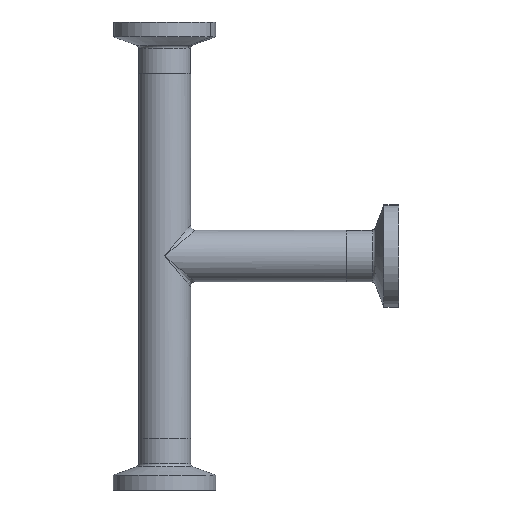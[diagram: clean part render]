
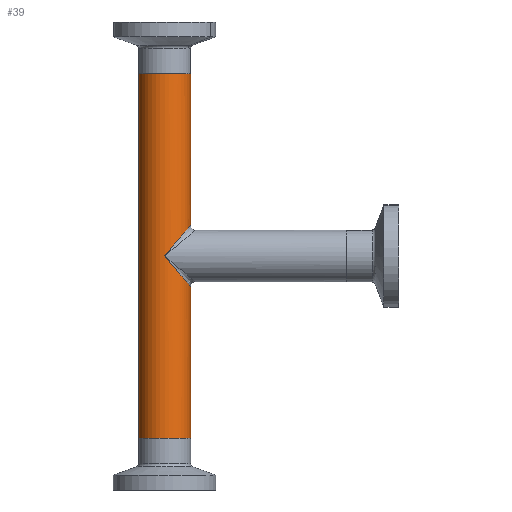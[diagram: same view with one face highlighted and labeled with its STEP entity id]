
A CAD part, front view. The second image highlights one B-rep face of the part: STEP entity #39.
In plain terms, the highlighted cylindrical face has radius 6.35 mm (diameter 12.7 mm), a partial arc.
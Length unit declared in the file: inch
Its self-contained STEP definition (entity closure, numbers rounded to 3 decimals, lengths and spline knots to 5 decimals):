
#10 = ORIENTED_EDGE ( 'NONE', *, *, #953, .F. ) ;
#39 = ADVANCED_FACE ( 'NONE', ( #720 ), #1275, .T. ) ;
#53 = VECTOR ( 'NONE', #1104, 39.37008 ) ;
#79 = CARTESIAN_POINT ( 'NONE',  ( 0., 0., 1.75217 ) ) ;
#128 = ORIENTED_EDGE ( 'NONE', *, *, #1379, .T. ) ;
#129 = CARTESIAN_POINT ( 'NONE',  ( 0.25, -0.14645, -0.29724 ) ) ;
#182 = LINE ( 'NONE', #376, #1215 ) ;
#311 = CARTESIAN_POINT ( 'NONE',  ( -0.25, 0., 1.75217 ) ) ;
#325 = VERTEX_POINT ( 'NONE', #380 ) ;
#366 = CARTESIAN_POINT ( 'NONE',  ( 0.25, 0., -0.29724 ) ) ;
#376 = CARTESIAN_POINT ( 'NONE',  ( 0.25, 0., 1.75217 ) ) ;
#380 = CARTESIAN_POINT ( 'NONE',  ( 0.25, 0., -0.29724 ) ) ;
#440 = ORIENTED_EDGE ( 'NONE', *, *, #968, .T. ) ;
#541 = EDGE_LOOP ( 'NONE', ( #644, #10, #128, #1287, #721, #440, #730 ) ) ;
#561 = EDGE_CURVE ( 'NONE', #1113, #945, #1352, .T. ) ;
#568 = CARTESIAN_POINT ( 'NONE',  ( 0., 0., -1.75217 ) ) ;
#569 = DIRECTION ( 'NONE',  ( 0., 0., -1. ) ) ;
#593 = DIRECTION ( 'NONE',  ( 0., 0., -1. ) ) ;
#644 = ORIENTED_EDGE ( 'NONE', *, *, #1431, .F. ) ;
#677 = AXIS2_PLACEMENT_3D ( 'NONE', #1362, #593, #731 ) ;
#720 = FACE_OUTER_BOUND ( 'NONE', #541, .T. ) ;
#721 = ORIENTED_EDGE ( 'NONE', *, *, #1058, .F. ) ;
#730 = ORIENTED_EDGE ( 'NONE', *, *, #1342, .T. ) ;
#731 = DIRECTION ( 'NONE',  ( -1., 0., 0. ) ) ;
#735 = DIRECTION ( 'NONE',  ( 0., 0., 1. ) ) ;
#798 = VECTOR ( 'NONE', #569, 39.37008 ) ;
#849 = CARTESIAN_POINT ( 'NONE',  ( 0.25, 0., 1.75217 ) ) ;
#888 = LINE ( 'NONE', #311, #53 ) ;
#892 = CARTESIAN_POINT ( 'NONE',  ( -0.25, 0., 1.75217 ) ) ;
#945 = VERTEX_POINT ( 'NONE', #1600 ) ;
#953 = EDGE_CURVE ( 'NONE', #1567, #1546, #1250, .T. ) ;
#967 = CARTESIAN_POINT ( 'NONE',  ( 0.25, 0., 0.29724 ) ) ;
#968 = EDGE_CURVE ( 'NONE', #325, #1050, #1145, .T. ) ;
#1050 = VERTEX_POINT ( 'NONE', #1533 ) ;
#1055 = LINE ( 'NONE', #849, #798 ) ;
#1058 = EDGE_CURVE ( 'NONE', #325, #945, #182, .T. ) ;
#1101 = CARTESIAN_POINT ( 'NONE',  ( 0.14645, -0.25, 0.17412 ) ) ;
#1104 = DIRECTION ( 'NONE',  ( 0., 0., -1. ) ) ;
#1113 = VERTEX_POINT ( 'NONE', #1664 ) ;
#1145 =( BOUNDED_CURVE ( )  B_SPLINE_CURVE ( 3, ( #366, #129, #1291, #1541 ),
 .UNSPECIFIED., .F., .F. ) 
 B_SPLINE_CURVE_WITH_KNOTS ( ( 4, 4 ),
 ( 3.14159, 4.71239 ),
 .UNSPECIFIED. ) 
 CURVE ( )  GEOMETRIC_REPRESENTATION_ITEM ( )  RATIONAL_B_SPLINE_CURVE ( ( 1., 0.805, 0.805, 1. ) ) 
 REPRESENTATION_ITEM ( '' )  );
#1215 = VECTOR ( 'NONE', #1397, 39.37008 ) ;
#1230 = CARTESIAN_POINT ( 'NONE',  ( 0.25, 0., 0.29724 ) ) ;
#1250 = CIRCLE ( 'NONE', #1619, 0.25 ) ;
#1275 = CYLINDRICAL_SURFACE ( 'NONE', #677, 0.25 ) ;
#1287 = ORIENTED_EDGE ( 'NONE', *, *, #561, .T. ) ;
#1291 = CARTESIAN_POINT ( 'NONE',  ( 0.14645, -0.25, -0.17412 ) ) ;
#1323 = VERTEX_POINT ( 'NONE', #1230 ) ;
#1342 = EDGE_CURVE ( 'NONE', #1050, #1323, #1523, .T. ) ;
#1352 = CIRCLE ( 'NONE', #1358, 0.25 ) ;
#1358 = AXIS2_PLACEMENT_3D ( 'NONE', #568, #1608, #1475 ) ;
#1362 = CARTESIAN_POINT ( 'NONE',  ( 0., 0., 1.75217 ) ) ;
#1365 = CARTESIAN_POINT ( 'NONE',  ( 0., -0.25, 0. ) ) ;
#1373 = CARTESIAN_POINT ( 'NONE',  ( 0.25, 0., 1.75217 ) ) ;
#1379 = EDGE_CURVE ( 'NONE', #1567, #1113, #888, .T. ) ;
#1397 = DIRECTION ( 'NONE',  ( 0., 0., -1. ) ) ;
#1431 = EDGE_CURVE ( 'NONE', #1546, #1323, #1055, .T. ) ;
#1475 = DIRECTION ( 'NONE',  ( 1., 0., 0. ) ) ;
#1523 =( BOUNDED_CURVE ( )  B_SPLINE_CURVE ( 3, ( #1365, #1101, #1611, #967 ),
 .UNSPECIFIED., .F., .F. ) 
 B_SPLINE_CURVE_WITH_KNOTS ( ( 4, 4 ),
 ( 1.5708, 3.14159 ),
 .UNSPECIFIED. ) 
 CURVE ( )  GEOMETRIC_REPRESENTATION_ITEM ( )  RATIONAL_B_SPLINE_CURVE ( ( 1., 0.805, 0.805, 1. ) ) 
 REPRESENTATION_ITEM ( '' )  );
#1533 = CARTESIAN_POINT ( 'NONE',  ( 0., -0.25, 0. ) ) ;
#1541 = CARTESIAN_POINT ( 'NONE',  ( 0., -0.25, 0. ) ) ;
#1546 = VERTEX_POINT ( 'NONE', #1373 ) ;
#1567 = VERTEX_POINT ( 'NONE', #892 ) ;
#1600 = CARTESIAN_POINT ( 'NONE',  ( 0.25, 0., -1.75217 ) ) ;
#1608 = DIRECTION ( 'NONE',  ( 0., 0., 1. ) ) ;
#1611 = CARTESIAN_POINT ( 'NONE',  ( 0.25, -0.14645, 0.29724 ) ) ;
#1619 = AXIS2_PLACEMENT_3D ( 'NONE', #79, #735, #1631 ) ;
#1631 = DIRECTION ( 'NONE',  ( 1., 0., 0. ) ) ;
#1664 = CARTESIAN_POINT ( 'NONE',  ( -0.25, 0., -1.75217 ) ) ;
